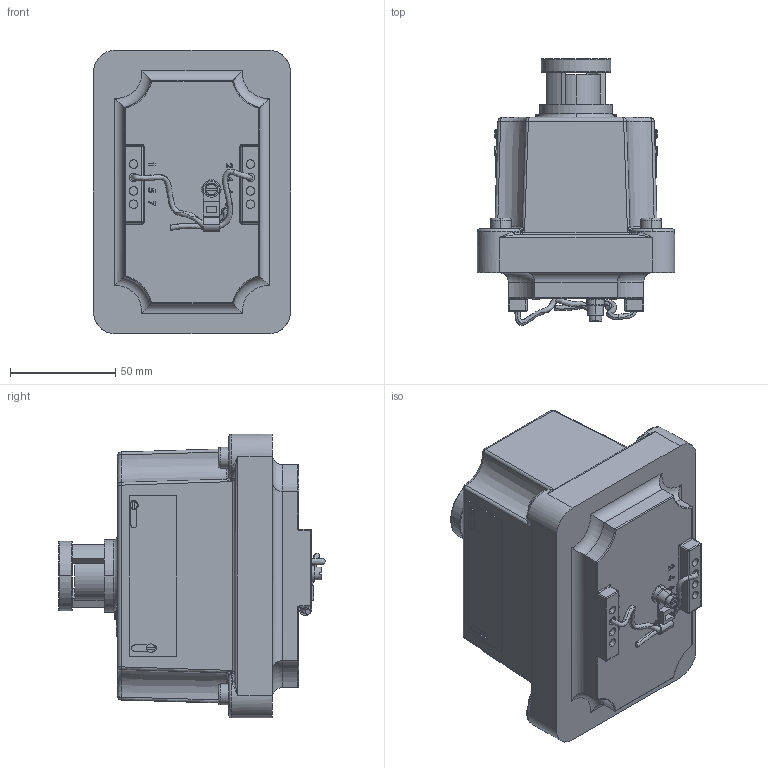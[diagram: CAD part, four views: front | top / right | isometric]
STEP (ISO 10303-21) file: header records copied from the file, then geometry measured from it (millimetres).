
FILE_DESCRIPTION (( 'STEP AP214' ), '1' );
FILE_NAME ('FXCS-0B24CLD.step', '2016-03-09T20:29:31', ( '' ), ( '' ), 'SwSTEP 2.0', 'SolidWorks 2015', '' );
FILE_SCHEMA (( 'AUTOMOTIVE_DESIGN' ));
Length unit declared in the file: inch
Products named in the file (1): FXCS-0B24CLD
Bounding box: 93.73 x 126.71 x 134.87 mm (x, y, z)
Volume: 800993.1 mm3; surface area: 64228.4 mm2
Topology: 1 solids, 1 shells, 696 faces, 1797 edges, 1074 vertices
Faces by surface type: plane 288, bspline 149, cylinder 147, torus 74, sphere 32, cone 6
Entity records: 33425 total; most frequent: CARTESIAN_POINT 12689, ORIENTED_EDGE 3498, DIRECTION 2979, EDGE_CURVE 1749, AXIS2_PLACEMENT_3D 1101, VERTEX_POINT 1074, LINE 777, VECTOR 777
